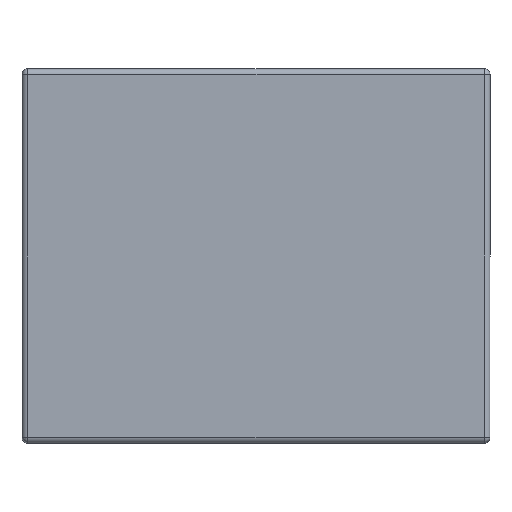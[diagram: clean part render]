
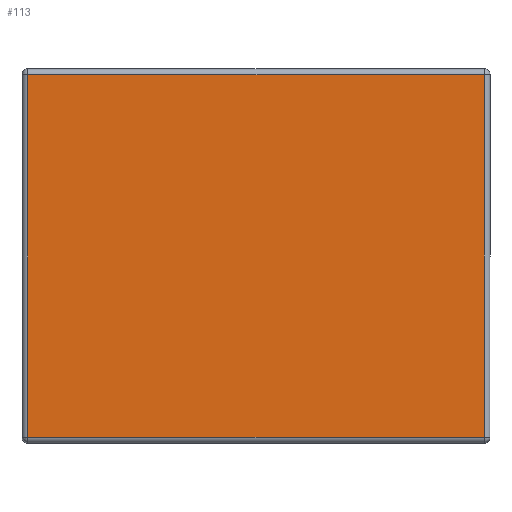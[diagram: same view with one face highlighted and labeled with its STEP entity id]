
A CAD part, front view. The second image highlights one B-rep face of the part: STEP entity #113.
In plain terms, the highlighted planar face has unit normal (0, -1, 0).
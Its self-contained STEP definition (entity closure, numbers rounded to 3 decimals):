
#5 = CARTESIAN_POINT ( 'NONE',  ( 0., 0., -0.774 ) ) ;
#36 = CARTESIAN_POINT ( 'NONE',  ( 0., 0., 0. ) ) ;
#42 = ORIENTED_EDGE ( 'NONE', *, *, #403, .T. ) ;
#56 = DIRECTION ( 'NONE',  ( 0., 1., 0. ) ) ;
#65 = VECTOR ( 'NONE', #1122, 1000. ) ;
#113 = ADVANCED_FACE ( 'NONE', ( #306 ), #563, .F. ) ;
#132 = EDGE_CURVE ( 'NONE', #637, #946, #902, .T. ) ;
#147 = ORIENTED_EDGE ( 'NONE', *, *, #827, .T. ) ;
#157 = CARTESIAN_POINT ( 'NONE',  ( 0., 0., 0.774 ) ) ;
#291 = LINE ( 'NONE', #5, #871 ) ;
#306 = FACE_OUTER_BOUND ( 'NONE', #341, .T. ) ;
#341 = EDGE_LOOP ( 'NONE', ( #147, #42, #515, #1118 ) ) ;
#351 = CARTESIAN_POINT ( 'NONE',  ( 0.974, 0., -0.774 ) ) ;
#357 = LINE ( 'NONE', #390, #1066 ) ;
#390 = CARTESIAN_POINT ( 'NONE',  ( -0.974, 0., 0. ) ) ;
#403 = EDGE_CURVE ( 'NONE', #512, #637, #291, .T. ) ;
#475 = DIRECTION ( 'NONE',  ( 0., 0., -1. ) ) ;
#512 = VERTEX_POINT ( 'NONE', #992 ) ;
#515 = ORIENTED_EDGE ( 'NONE', *, *, #132, .T. ) ;
#563 = PLANE ( 'NONE',  #1013 ) ;
#589 = DIRECTION ( 'NONE',  ( 0., 0., 1. ) ) ;
#600 = CARTESIAN_POINT ( 'NONE',  ( -0.974, 0., 0.774 ) ) ;
#637 = VERTEX_POINT ( 'NONE', #351 ) ;
#669 = DIRECTION ( 'NONE',  ( 0., 0., 1. ) ) ;
#679 = CARTESIAN_POINT ( 'NONE',  ( 0.974, 0., 0. ) ) ;
#723 = VECTOR ( 'NONE', #669, 1000. ) ;
#827 = EDGE_CURVE ( 'NONE', #880, #512, #357, .T. ) ;
#871 = VECTOR ( 'NONE', #897, 1000. ) ;
#880 = VERTEX_POINT ( 'NONE', #600 ) ;
#897 = DIRECTION ( 'NONE',  ( 1., 0., 0. ) ) ;
#902 = LINE ( 'NONE', #679, #723 ) ;
#946 = VERTEX_POINT ( 'NONE', #1117 ) ;
#947 = EDGE_CURVE ( 'NONE', #946, #880, #1091, .T. ) ;
#992 = CARTESIAN_POINT ( 'NONE',  ( -0.974, 0., -0.774 ) ) ;
#1013 = AXIS2_PLACEMENT_3D ( 'NONE', #36, #56, #589 ) ;
#1066 = VECTOR ( 'NONE', #475, 1000. ) ;
#1091 = LINE ( 'NONE', #157, #65 ) ;
#1117 = CARTESIAN_POINT ( 'NONE',  ( 0.974, 0., 0.774 ) ) ;
#1118 = ORIENTED_EDGE ( 'NONE', *, *, #947, .T. ) ;
#1122 = DIRECTION ( 'NONE',  ( -1., 0., 0. ) ) ;
